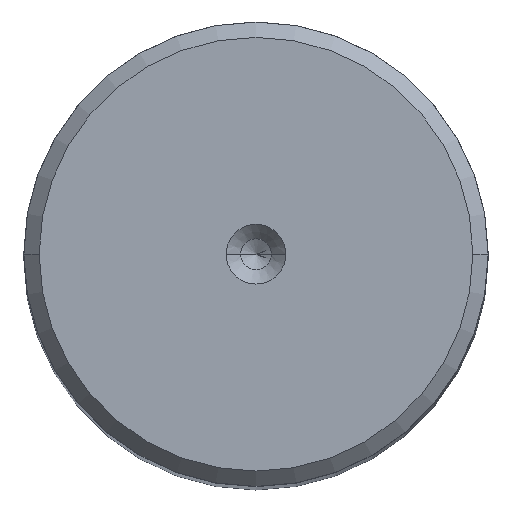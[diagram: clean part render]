
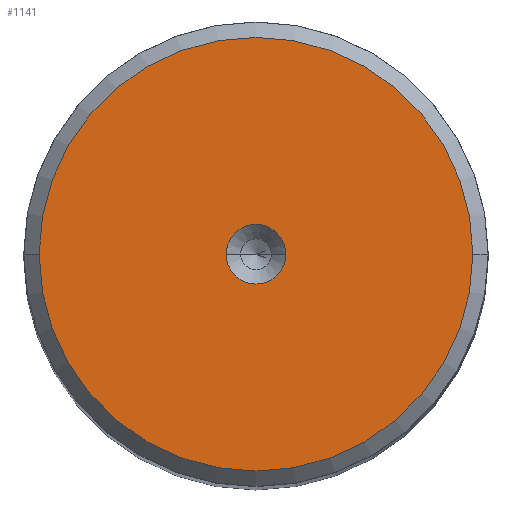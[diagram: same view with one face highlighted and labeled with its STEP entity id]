
A CAD part, top view. The second image highlights one B-rep face of the part: STEP entity #1141.
In plain terms, the highlighted planar face has unit normal (0, 0, 1).
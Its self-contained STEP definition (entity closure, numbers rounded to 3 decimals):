
#164 = FACE_BOUND ( 'NONE', #2140, .T. ) ;
#190 = CARTESIAN_POINT ( 'NONE',  ( -28.017, 0., 260. ) ) ;
#375 = CARTESIAN_POINT ( 'NONE',  ( 0., 0., 260. ) ) ;
#386 = DIRECTION ( 'NONE',  ( 0., 0., 1. ) ) ;
#388 = ORIENTED_EDGE ( 'NONE', *, *, #2163, .T. ) ;
#394 = DIRECTION ( 'NONE',  ( 1., 0., 0. ) ) ;
#406 = VERTEX_POINT ( 'NONE', #2509 ) ;
#543 = VERTEX_POINT ( 'NONE', #190 ) ;
#600 = CARTESIAN_POINT ( 'NONE',  ( 0., 0., 260. ) ) ;
#769 = AXIS2_PLACEMENT_3D ( 'NONE', #1815, #2248, #2694 ) ;
#831 = ORIENTED_EDGE ( 'NONE', *, *, #1680, .F. ) ;
#865 = AXIS2_PLACEMENT_3D ( 'NONE', #375, #2199, #2382 ) ;
#922 = VERTEX_POINT ( 'NONE', #1530 ) ;
#1071 = ORIENTED_EDGE ( 'NONE', *, *, #1744, .F. ) ;
#1141 = ADVANCED_FACE ( 'NONE', ( #164, #2552 ), #2705, .T. ) ;
#1229 = CIRCLE ( 'NONE', #2823, 3.85 ) ;
#1363 = CIRCLE ( 'NONE', #769, 28.017 ) ;
#1411 = EDGE_LOOP ( 'NONE', ( #388, #1898 ) ) ;
#1451 = CARTESIAN_POINT ( 'NONE',  ( 28.017, 0., 260. ) ) ;
#1530 = CARTESIAN_POINT ( 'NONE',  ( 3.85, 0., 260. ) ) ;
#1560 = DIRECTION ( 'NONE',  ( 0., 0., 1. ) ) ;
#1595 = CIRCLE ( 'NONE', #865, 3.85 ) ;
#1605 = VERTEX_POINT ( 'NONE', #1451 ) ;
#1680 = EDGE_CURVE ( 'NONE', #406, #922, #1595, .T. ) ;
#1744 = EDGE_CURVE ( 'NONE', #922, #406, #1229, .T. ) ;
#1815 = CARTESIAN_POINT ( 'NONE',  ( 0., 0., 260. ) ) ;
#1854 = AXIS2_PLACEMENT_3D ( 'NONE', #600, #2397, #394 ) ;
#1870 = EDGE_CURVE ( 'NONE', #1605, #543, #2793, .T. ) ;
#1898 = ORIENTED_EDGE ( 'NONE', *, *, #1870, .T. ) ;
#1933 = CARTESIAN_POINT ( 'NONE',  ( 0., 0., 260. ) ) ;
#2140 = EDGE_LOOP ( 'NONE', ( #1071, #831 ) ) ;
#2163 = EDGE_CURVE ( 'NONE', #543, #1605, #1363, .T. ) ;
#2199 = DIRECTION ( 'NONE',  ( 0., 0., 1. ) ) ;
#2234 = DIRECTION ( 'NONE',  ( 1., 0., 0. ) ) ;
#2248 = DIRECTION ( 'NONE',  ( 0., 0., 1. ) ) ;
#2382 = DIRECTION ( 'NONE',  ( 1., 0., 0. ) ) ;
#2397 = DIRECTION ( 'NONE',  ( 0., 0., 1. ) ) ;
#2478 = CARTESIAN_POINT ( 'NONE',  ( 0., 0., 260. ) ) ;
#2509 = CARTESIAN_POINT ( 'NONE',  ( -3.85, 0., 260. ) ) ;
#2552 = FACE_OUTER_BOUND ( 'NONE', #1411, .T. ) ;
#2694 = DIRECTION ( 'NONE',  ( 1., 0., 0. ) ) ;
#2705 = PLANE ( 'NONE',  #2753 ) ;
#2753 = AXIS2_PLACEMENT_3D ( 'NONE', #2478, #1560, #2234 ) ;
#2793 = CIRCLE ( 'NONE', #1854, 28.017 ) ;
#2823 = AXIS2_PLACEMENT_3D ( 'NONE', #1933, #386, #2856 ) ;
#2856 = DIRECTION ( 'NONE',  ( 1., 0., 0. ) ) ;
